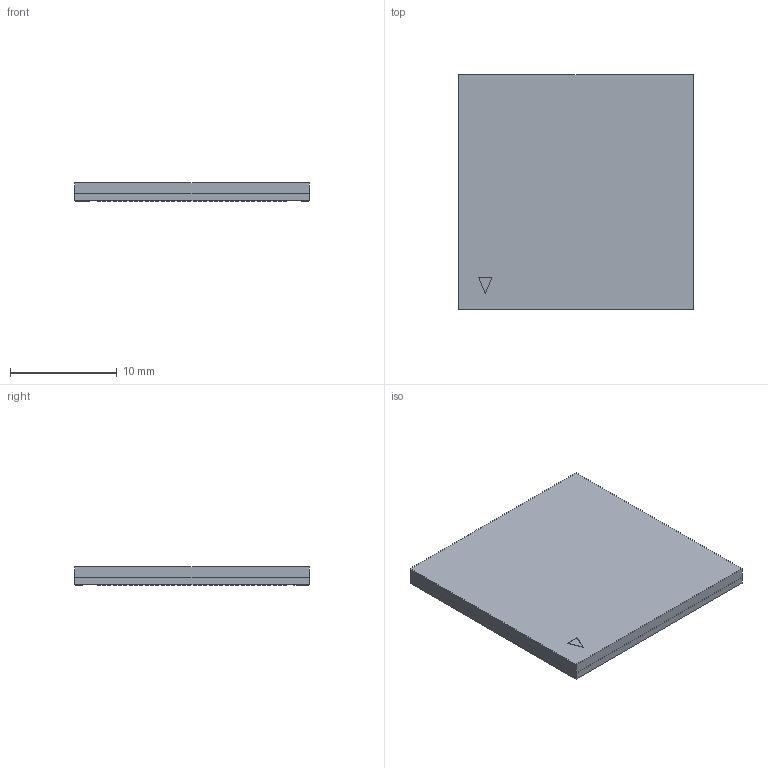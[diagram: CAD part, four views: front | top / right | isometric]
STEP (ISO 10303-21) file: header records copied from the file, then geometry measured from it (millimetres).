
FILE_DESCRIPTION (( 'STEP AP214' ), '1' );
FILE_NAME ('QFN144 22x22x1,6 (0,5).STEP', '2024-05-28T20:42:40', ( '' ), ( '' ), 'SwSTEP 2.0', 'SolidWorks 2019', '' );
FILE_SCHEMA (( 'AUTOMOTIVE_DESIGN' ));
Length unit declared in the file: millimetre
Products named in the file (1): QFN144 22x22x1,6 (0,5)
Bounding box: 22 x 22 x 1.7 mm (x, y, z)
Volume: 813.6 mm3; surface area: 2141.2 mm2
Topology: 146 solids, 146 shells, 928 faces, 1890 edges, 1260 vertices
Faces by surface type: plane 928
Entity records: 35321 total; most frequent: CARTESIAN_POINT 4079, ORIENTED_EDGE 3780, DIRECTION 3748, LINE 1890, VECTOR 1890, EDGE_CURVE 1890, VERTEX_POINT 1260, UNCERTAINTY_MEASURE_WITH_UNIT 1076
